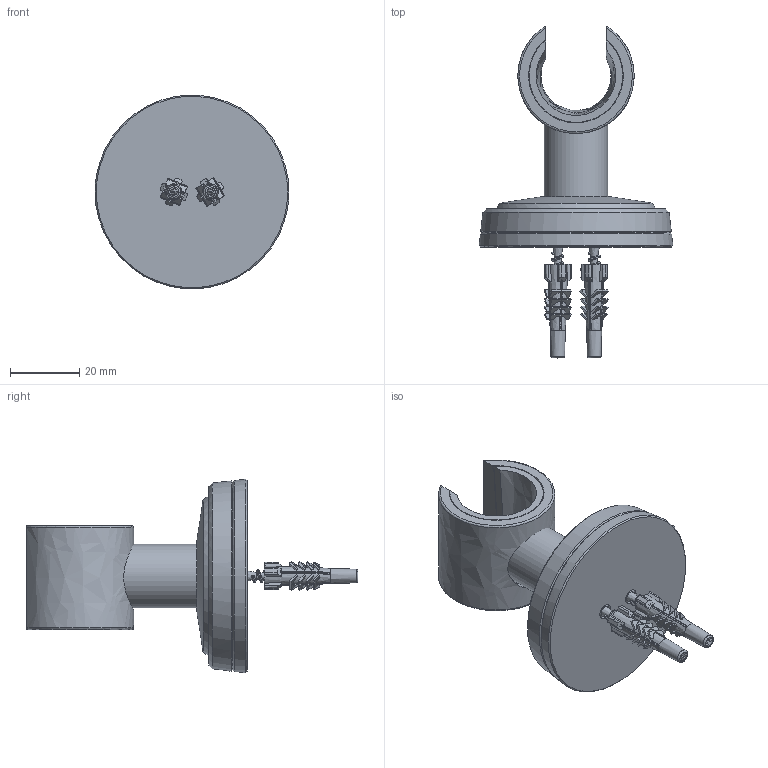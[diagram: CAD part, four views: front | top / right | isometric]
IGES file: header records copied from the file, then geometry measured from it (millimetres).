
Global section: file name: T167; native system: Autodesk Inventor 2020; preprocessor: unknown; author: rclarke; date: 20190925.115240; units: millimetre
Bounding box: 55.91 x 95.73 x 55.83 mm (x, y, z)
Volume: 46080.2 mm3; surface area: 22597.2 mm2
Topology: 9 solids, 9 shells, 550 faces, 1622 edges, 1081 vertices
Faces by surface type: bspline 550
